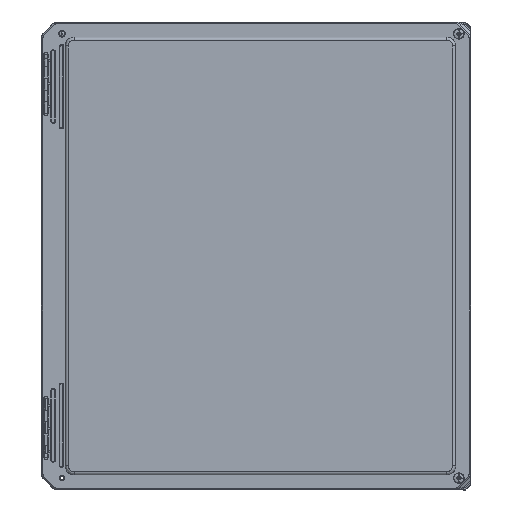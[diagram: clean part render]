
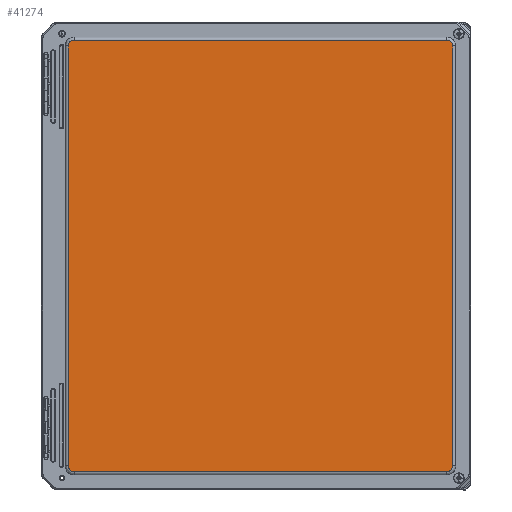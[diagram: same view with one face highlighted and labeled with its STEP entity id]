
A CAD part, top view. The second image highlights one B-rep face of the part: STEP entity #41274.
In plain terms, the highlighted planar face has unit normal (0, 0, 1).
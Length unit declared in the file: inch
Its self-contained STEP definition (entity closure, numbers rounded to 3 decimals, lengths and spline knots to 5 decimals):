
#908 = ORIENTED_EDGE ( 'NONE', *, *, #29173, .F. ) ;
#2990 = CARTESIAN_POINT ( 'NONE',  ( -7.84451, 9.07296, 5.17782 ) ) ;
#3467 = CARTESIAN_POINT ( 'NONE',  ( -7.9333, 8.90824, 5.17782 ) ) ;
#4273 = CARTESIAN_POINT ( 'NONE',  ( 8.11444, 9.1166, 5.17782 ) ) ;
#6690 = LINE ( 'NONE', #28205, #88218 ) ;
#8750 = EDGE_CURVE ( 'NONE', #27797, #77346, #6690, .T. ) ;
#10159 = CARTESIAN_POINT ( 'NONE',  ( -7.68334, 9.1208, 5.17782 ) ) ;
#11446 = CARTESIAN_POINT ( 'NONE',  ( 8.29124, 8.98302, 5.17782 ) ) ;
#11920 = CARTESIAN_POINT ( 'NONE',  ( 8.07704, 9.1208, 5.17782 ) ) ;
#12136 = CARTESIAN_POINT ( 'NONE',  ( -7.9333, 8.87084, 5.17782 ) ) ;
#12583 = CARTESIAN_POINT ( 'NONE',  ( -7.7927, -9.09794, 5.17782 ) ) ;
#13342 = VERTEX_POINT ( 'NONE', #35940 ) ;
#13533 = CARTESIAN_POINT ( 'NONE',  ( -7.9333, -8.90824, 5.17782 ) ) ;
#17320 = CARTESIAN_POINT ( 'NONE',  ( -7.68334, 9.1208, 5.17782 ) ) ;
#17669 = CARTESIAN_POINT ( 'NONE',  ( 8.1677, 9.09794, 5.17782 ) ) ;
#19315 = EDGE_CURVE ( 'NONE', #77346, #35530, #90843, .T. ) ;
#19926 = EDGE_CURVE ( 'NONE', #35530, #75672, #54766, .T. ) ;
#20058 = CARTESIAN_POINT ( 'NONE',  ( 8.05834, -9.1208, 5.17782 ) ) ;
#20259 = CARTESIAN_POINT ( 'NONE',  ( -7.73944, -9.1166, 5.17782 ) ) ;
#23544 = CARTESIAN_POINT ( 'NONE',  ( -7.75814, 9.11453, 5.17782 ) ) ;
#24605 = EDGE_CURVE ( 'NONE', #67003, #68165, #54705, .T. ) ;
#25986 = DIRECTION ( 'NONE',  ( -1., 0., 0. ) ) ;
#27797 = VERTEX_POINT ( 'NONE', #10159 ) ;
#28205 = CARTESIAN_POINT ( 'NONE',  ( -7.68334, 9.1208, 5.17782 ) ) ;
#28350 = CARTESIAN_POINT ( 'NONE',  ( -7.91624, -8.98302, 5.17782 ) ) ;
#28719 = PLANE ( 'NONE',  #46949 ) ;
#29173 = EDGE_CURVE ( 'NONE', #75672, #13342, #33273, .T. ) ;
#31195 = CARTESIAN_POINT ( 'NONE',  ( -7.9333, 8.87084, 5.17782 ) ) ;
#31209 = ORIENTED_EDGE ( 'NONE', *, *, #19926, .F. ) ;
#31416 = EDGE_CURVE ( 'NONE', #13342, #64521, #86498, .T. ) ;
#32428 = CARTESIAN_POINT ( 'NONE',  ( -7.68334, -9.1208, 5.17782 ) ) ;
#33273 = B_SPLINE_CURVE_WITH_KNOTS ( 'NONE', 3,
 ( #36089, #35620, #80079, #85848, #42820, #71998, #41386 ),
 .UNSPECIFIED., .F., .F.,
 ( 4, 1, 1, 1, 4 ),
 ( 0., 0.28571, 0.57143, 0.85714, 1. ),
 .UNSPECIFIED. ) ;
#35530 = VERTEX_POINT ( 'NONE', #83479 ) ;
#35620 = CARTESIAN_POINT ( 'NONE',  ( 8.3083, -8.90824, 5.17782 ) ) ;
#35940 = CARTESIAN_POINT ( 'NONE',  ( 8.05834, -9.1208, 5.17782 ) ) ;
#36089 = CARTESIAN_POINT ( 'NONE',  ( 8.3083, -8.87084, 5.17782 ) ) ;
#36605 = ORIENTED_EDGE ( 'NONE', *, *, #24605, .F. ) ;
#39255 = ORIENTED_EDGE ( 'NONE', *, *, #43389, .F. ) ;
#39508 = VECTOR ( 'NONE', #71220, 39.37008 ) ;
#39692 = ORIENTED_EDGE ( 'NONE', *, *, #31416, .F. ) ;
#41274 = ADVANCED_FACE ( 'NONE', ( #61860 ), #28719, .F. ) ;
#41386 = CARTESIAN_POINT ( 'NONE',  ( 8.05834, -9.1208, 5.17782 ) ) ;
#42378 = ORIENTED_EDGE ( 'NONE', *, *, #19315, .F. ) ;
#42729 = CARTESIAN_POINT ( 'NONE',  ( -7.68334, -9.1208, 5.17782 ) ) ;
#42820 = CARTESIAN_POINT ( 'NONE',  ( 8.13314, -9.11453, 5.17782 ) ) ;
#43389 = EDGE_CURVE ( 'NONE', #64521, #67003, #85384, .T. ) ;
#46028 = CARTESIAN_POINT ( 'NONE',  ( -7.70204, 9.1208, 5.17782 ) ) ;
#46949 = AXIS2_PLACEMENT_3D ( 'NONE', #49782, #62327, #25986 ) ;
#47816 = CARTESIAN_POINT ( 'NONE',  ( 8.23146, 9.05795, 5.17782 ) ) ;
#48751 = CARTESIAN_POINT ( 'NONE',  ( 8.05834, 9.1208, 5.17782 ) ) ;
#49644 = EDGE_CURVE ( 'NONE', #68165, #27797, #65114, .T. ) ;
#49782 = CARTESIAN_POINT ( 'NONE',  ( 0.1875, 0., 5.17782 ) ) ;
#54221 = ORIENTED_EDGE ( 'NONE', *, *, #49644, .F. ) ;
#54705 = LINE ( 'NONE', #76673, #90280 ) ;
#54766 = LINE ( 'NONE', #61451, #88635 ) ;
#55926 = CARTESIAN_POINT ( 'NONE',  ( 8.3083, 8.87084, 5.17782 ) ) ;
#57540 = CARTESIAN_POINT ( 'NONE',  ( -7.9333, -8.87084, 5.17782 ) ) ;
#60844 = CARTESIAN_POINT ( 'NONE',  ( -7.91624, 8.98301, 5.17782 ) ) ;
#61451 = CARTESIAN_POINT ( 'NONE',  ( 8.3083, 8.87084, 5.17782 ) ) ;
#61860 = FACE_OUTER_BOUND ( 'NONE', #68715, .T. ) ;
#62327 = DIRECTION ( 'NONE',  ( 0., 0., -1. ) ) ;
#62862 = DIRECTION ( 'NONE',  ( 0., -1., 0. ) ) ;
#64521 = VERTEX_POINT ( 'NONE', #32428 ) ;
#65114 = B_SPLINE_CURVE_WITH_KNOTS ( 'NONE', 3,
 ( #31195, #3467, #60844, #2990, #23544, #46028, #17320 ),
 .UNSPECIFIED., .F., .F.,
 ( 4, 1, 1, 1, 4 ),
 ( 0., 0.28571, 0.57143, 0.85714, 1. ),
 .UNSPECIFIED. ) ;
#66404 = DIRECTION ( 'NONE',  ( 1., 0., 0. ) ) ;
#67003 = VERTEX_POINT ( 'NONE', #72475 ) ;
#68165 = VERTEX_POINT ( 'NONE', #12136 ) ;
#68715 = EDGE_LOOP ( 'NONE', ( #39255, #39692, #908, #31209, #42378, #86436, #54221, #36605 ) ) ;
#71220 = DIRECTION ( 'NONE',  ( -1., 0., 0. ) ) ;
#71998 = CARTESIAN_POINT ( 'NONE',  ( 8.07704, -9.1208, 5.17782 ) ) ;
#72475 = CARTESIAN_POINT ( 'NONE',  ( -7.9333, -8.87084, 5.17782 ) ) ;
#75672 = VERTEX_POINT ( 'NONE', #77125 ) ;
#76673 = CARTESIAN_POINT ( 'NONE',  ( -7.9333, -8.87084, 5.17782 ) ) ;
#77125 = CARTESIAN_POINT ( 'NONE',  ( 8.3083, -8.87084, 5.17782 ) ) ;
#77346 = VERTEX_POINT ( 'NONE', #92145 ) ;
#80079 = CARTESIAN_POINT ( 'NONE',  ( 8.29124, -8.98301, 5.17782 ) ) ;
#83479 = CARTESIAN_POINT ( 'NONE',  ( 8.3083, 8.87084, 5.17782 ) ) ;
#84159 = CARTESIAN_POINT ( 'NONE',  ( 8.3083, 8.90824, 5.17782 ) ) ;
#84334 = DIRECTION ( 'NONE',  ( 0., 1., 0. ) ) ;
#85384 = B_SPLINE_CURVE_WITH_KNOTS ( 'NONE', 3,
 ( #42729, #92941, #20259, #12583, #93891, #28350, #13533, #57540 ),
 .UNSPECIFIED., .F., .F.,
 ( 4, 1, 1, 1, 1, 4 ),
 ( 0., 0.14286, 0.28571, 0.42857, 0.71429, 1. ),
 .UNSPECIFIED. ) ;
#85848 = CARTESIAN_POINT ( 'NONE',  ( 8.21951, -9.07296, 5.17782 ) ) ;
#86436 = ORIENTED_EDGE ( 'NONE', *, *, #8750, .F. ) ;
#86498 = LINE ( 'NONE', #20058, #39508 ) ;
#88218 = VECTOR ( 'NONE', #66404, 39.37008 ) ;
#88635 = VECTOR ( 'NONE', #62862, 39.37008 ) ;
#90280 = VECTOR ( 'NONE', #84334, 39.37008 ) ;
#90843 = B_SPLINE_CURVE_WITH_KNOTS ( 'NONE', 3,
 ( #48751, #11920, #4273, #17669, #47816, #11446, #84159, #55926 ),
 .UNSPECIFIED., .F., .F.,
 ( 4, 1, 1, 1, 1, 4 ),
 ( 0., 0.14286, 0.28571, 0.42857, 0.71429, 1. ),
 .UNSPECIFIED. ) ;
#92145 = CARTESIAN_POINT ( 'NONE',  ( 8.05834, 9.1208, 5.17782 ) ) ;
#92941 = CARTESIAN_POINT ( 'NONE',  ( -7.70204, -9.1208, 5.17782 ) ) ;
#93891 = CARTESIAN_POINT ( 'NONE',  ( -7.85646, -9.05795, 5.17782 ) ) ;
